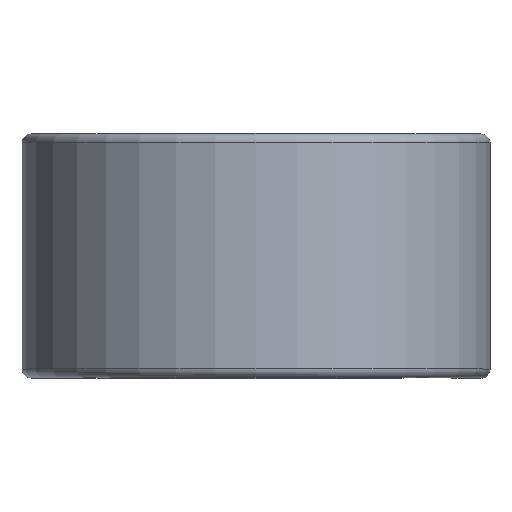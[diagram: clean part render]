
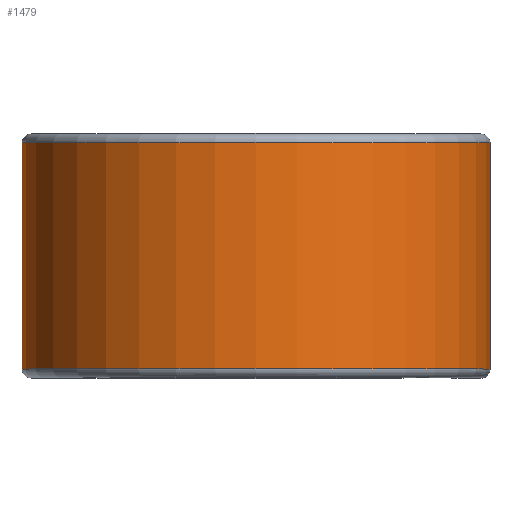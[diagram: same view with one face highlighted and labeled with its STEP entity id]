
A CAD part, top view. The second image highlights one B-rep face of the part: STEP entity #1479.
In plain terms, the highlighted cylindrical face has radius 19.774 mm (diameter 39.548 mm), a partial arc.
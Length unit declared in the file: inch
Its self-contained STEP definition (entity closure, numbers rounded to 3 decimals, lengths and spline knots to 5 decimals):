
#42 = CIRCLE ( 'NONE', #1148, 0.7785 ) ;
#43 = CARTESIAN_POINT ( 'NONE',  ( 0., -0.37625, 0. ) ) ;
#100 = FACE_OUTER_BOUND ( 'NONE', #1083, .T. ) ;
#167 = VECTOR ( 'NONE', #1655, 39.37008 ) ;
#225 = LINE ( 'NONE', #430, #167 ) ;
#232 = DIRECTION ( 'NONE',  ( 0., 0., -1. ) ) ;
#389 = VERTEX_POINT ( 'NONE', #944 ) ;
#425 = CYLINDRICAL_SURFACE ( 'NONE', #1919, 0.7785 ) ;
#430 = CARTESIAN_POINT ( 'NONE',  ( 0., 0.37625, -0.7785 ) ) ;
#443 = EDGE_CURVE ( 'NONE', #389, #959, #42, .T. ) ;
#707 = CARTESIAN_POINT ( 'NONE',  ( 0., 0.37625, -0.7785 ) ) ;
#721 = DIRECTION ( 'NONE',  ( 0., 0., -1. ) ) ;
#841 = CARTESIAN_POINT ( 'NONE',  ( 0.7785, -0.37625, 0. ) ) ;
#942 = ORIENTED_EDGE ( 'NONE', *, *, #1650, .T. ) ;
#944 = CARTESIAN_POINT ( 'NONE',  ( 0.7785, 0.37625, 0. ) ) ;
#959 = VERTEX_POINT ( 'NONE', #707 ) ;
#1054 = EDGE_CURVE ( 'NONE', #2241, #959, #225, .T. ) ;
#1059 = VECTOR ( 'NONE', #1930, 39.37008 ) ;
#1077 = DIRECTION ( 'NONE',  ( 0., -1., 0. ) ) ;
#1083 = EDGE_LOOP ( 'NONE', ( #942, #1541, #2076, #1711 ) ) ;
#1148 = AXIS2_PLACEMENT_3D ( 'NONE', #1947, #1221, #1759 ) ;
#1221 = DIRECTION ( 'NONE',  ( 0., -1., 0. ) ) ;
#1289 = DIRECTION ( 'NONE',  ( 0., -1., 0. ) ) ;
#1333 = VERTEX_POINT ( 'NONE', #841 ) ;
#1479 = ADVANCED_FACE ( 'NONE', ( #100 ), #425, .T. ) ;
#1516 = EDGE_CURVE ( 'NONE', #1333, #2241, #1656, .T. ) ;
#1541 = ORIENTED_EDGE ( 'NONE', *, *, #443, .T. ) ;
#1650 = EDGE_CURVE ( 'NONE', #1333, #389, #1918, .T. ) ;
#1655 = DIRECTION ( 'NONE',  ( 0., 1., 0. ) ) ;
#1656 = CIRCLE ( 'NONE', #2058, 0.7785 ) ;
#1676 = CARTESIAN_POINT ( 'NONE',  ( 0., -0.37625, -0.7785 ) ) ;
#1711 = ORIENTED_EDGE ( 'NONE', *, *, #1516, .F. ) ;
#1737 = CARTESIAN_POINT ( 'NONE',  ( 0.7785, 0.37625, 0. ) ) ;
#1759 = DIRECTION ( 'NONE',  ( 0., 0., -1. ) ) ;
#1918 = LINE ( 'NONE', #1737, #1059 ) ;
#1919 = AXIS2_PLACEMENT_3D ( 'NONE', #2003, #1077, #721 ) ;
#1930 = DIRECTION ( 'NONE',  ( 0., 1., 0. ) ) ;
#1947 = CARTESIAN_POINT ( 'NONE',  ( 0., 0.37625, 0. ) ) ;
#2003 = CARTESIAN_POINT ( 'NONE',  ( 0., 0.375, 0. ) ) ;
#2058 = AXIS2_PLACEMENT_3D ( 'NONE', #43, #1289, #232 ) ;
#2076 = ORIENTED_EDGE ( 'NONE', *, *, #1054, .F. ) ;
#2241 = VERTEX_POINT ( 'NONE', #1676 ) ;
